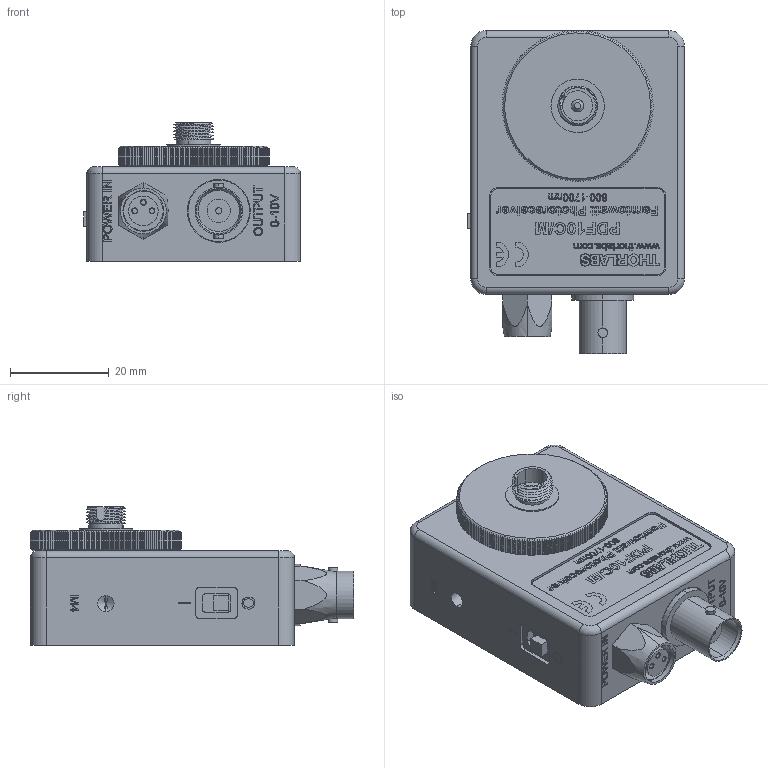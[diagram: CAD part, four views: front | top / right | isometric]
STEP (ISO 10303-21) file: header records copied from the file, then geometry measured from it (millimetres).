
FILE_DESCRIPTION (( 'STEP AP203' ), '1' );
FILE_NAME ('16071-E01.STEP', '2008-10-16T07:10:58', ( 'Mackowiak' ), ( 'Thorlabs GmbH' ), 'SwSTEP 2.0', 'SolidWorks 2008', '' );
FILE_SCHEMA (( 'CONFIG_CONTROL_DESIGN' ));
Length unit declared in the file: millimetre
Products named in the file (10): BNCBuchse-01; S120-FC_Standard; RKMF-01-3polig; 16071-E01; M0092-0486-0C-(M4)-Gehäuse_Etching; M0094-220-000-Leiterplatte; Schalter-01_Off; M0092-0430-0A-Deckel; PDF10C-M-Schild-01_Metric; S2386-18K-Hamamatsu_Standard
Assembly tree (9 placements, depth 2):
  16071-E01
    S2386-18K-Hamamatsu_Standard
    M0092-0486-0C-(M4)-Gehäuse_Etching
    RKMF-01-3polig
    Schalter-01_Off
    BNCBuchse-01
    M0092-0430-0A-Deckel
    S120-FC_Standard
    M0094-220-000-Leiterplatte
    PDF10C-M-Schild-01_Metric
Bounding box: 43.84 x 65.3 x 27.95 mm (x, y, z)
Volume: 21024.8 mm3; surface area: 26263.7 mm2
Topology: 8 solids, 13 shells, 2682 faces, 7414 edges, 4910 vertices
Faces by surface type: plane 1723, bspline 446, cylinder 440, cone 63, torus 10
Entity records: 112101 total; most frequent: CARTESIAN_POINT 46377, ORIENTED_EDGE 14738, DIRECTION 11149, EDGE_CURVE 7394, VERTEX_POINT 4910, VECTOR 4733, LINE 4733, AXIS2_PLACEMENT_3D 3208
